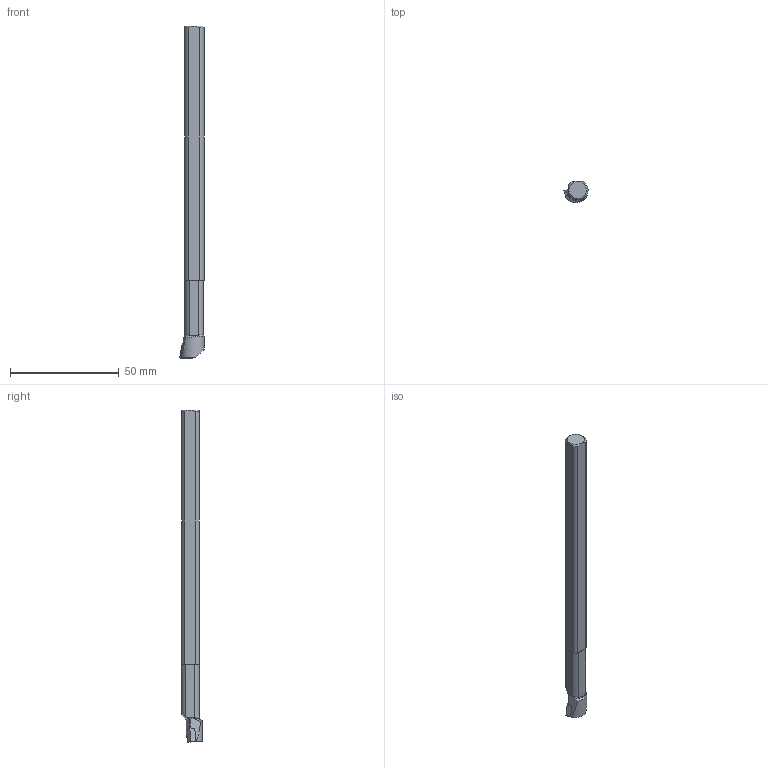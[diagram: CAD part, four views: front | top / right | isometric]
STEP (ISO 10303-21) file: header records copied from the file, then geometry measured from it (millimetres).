
FILE_DESCRIPTION(/* description */ (''),/* implementation_level */ '2;1');
FILE_NAME(/* name */ 'A06-SCFCR-2.stp',/* time_stamp */ '2012-07-31T13:50:59+05:00',/* author */ (''),/* organization */ (''),/* preprocessor_version */ 'ST-DEVELOPER v11',/* originating_system */ 'SIEMENS PLM Software NX 7.5',/* authorisation */ '');
FILE_SCHEMA (('AUTOMOTIVE_DESIGN { 1 0 10303 214 1 1 1 1 }'));
Length unit declared in the file: millimetre
Products named in the file (1): inpu2404088z
Bounding box: 11.09 x 9.5 x 152.4 mm (x, y, z)
Volume: 9373.7 mm3; surface area: 4734.3 mm2
Topology: 3 solids, 3 shells, 55 faces, 146 edges, 97 vertices
Faces by surface type: plane 33, cone 8, cylinder 8, bspline 5, torus 1
Entity records: 1995 total; most frequent: CARTESIAN_POINT 640, ORIENTED_EDGE 292, DIRECTION 245, EDGE_CURVE 146, VERTEX_POINT 97, AXIS2_PLACEMENT_3D 85, LINE 75, VECTOR 75
